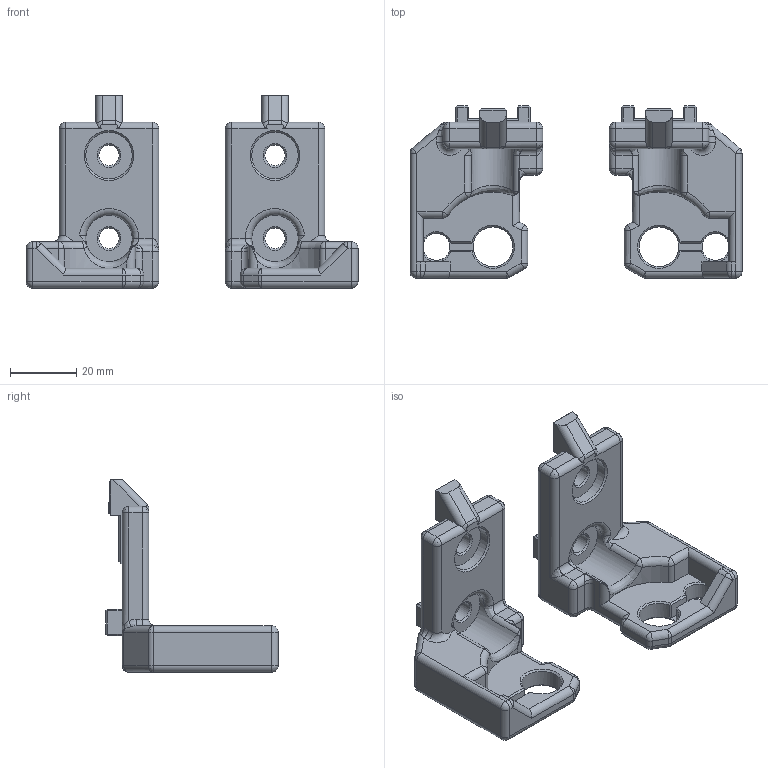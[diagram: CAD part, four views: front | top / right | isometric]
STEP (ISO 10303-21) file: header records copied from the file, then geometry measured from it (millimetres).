
FILE_DESCRIPTION(/* description */ (''),/* implementation_level */ '2;1');
FILE_NAME(/* name */ 'Z-TopMount-1.x-2.1.step',/* time_stamp */ '2018-03-11T13:44:25+01:00',/* author */ ('wolfgang.schadow'),/* organization */ (''),/* preprocessor_version */ 'ST-DEVELOPER v16.13',/* originating_system */ 'Autodesk Translation Framework v6.5.0.72',/* authorisation */ '');
FILE_SCHEMA (('AUTOMOTIVE_DESIGN { 1 0 10303 214 3 1 1 }'));
Length unit declared in the file: millimetre
Products named in the file (1): ztop
Bounding box: 100 x 52 x 58 mm (x, y, z)
Volume: 47080.1 mm3; surface area: 17709.8 mm2
Topology: 2 solids, 2 shells, 406 faces, 1012 edges, 570 vertices
Faces by surface type: plane 178, cylinder 120, sphere 46, bspline 34, cone 20, torus 8
Full cylindrical faces by diameter (mm): 6.1 x4, 8.1 x2, 12 x2, 14 x4
Entity records: 15895 total; most frequent: CARTESIAN_POINT 6579, ORIENTED_EDGE 1952, DIRECTION 1940, EDGE_CURVE 976, AXIS2_PLACEMENT_3D 703, VERTEX_POINT 570, LINE 534, VECTOR 534
